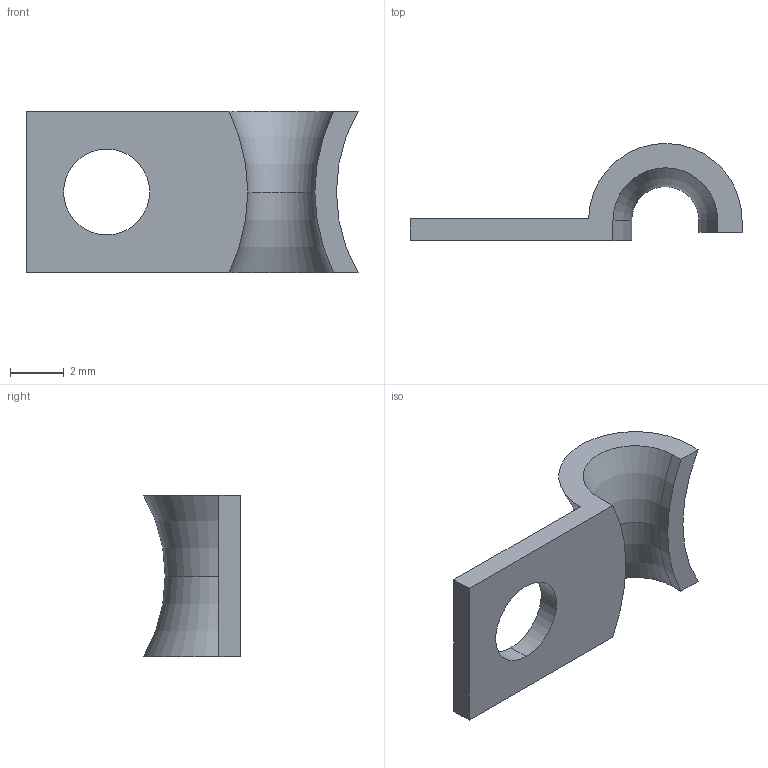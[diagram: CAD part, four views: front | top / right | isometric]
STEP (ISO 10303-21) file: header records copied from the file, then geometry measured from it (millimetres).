
FILE_DESCRIPTION (( 'STEP AP214' ), '1' );
FILE_NAME ('1043021.stp', '2016-09-23T10:19:10', ( '' ), ( '' ), 'SwSTEP 2.0', 'SolidWorks 2014', '' );
FILE_SCHEMA (( 'AUTOMOTIVE_DESIGN' ));
Length unit declared in the file: millimetre
Products named in the file (1): 1043021
Bounding box: 12.35 x 3.6 x 6 mm (x, y, z)
Volume: 63.9 mm3; surface area: 204.3 mm2
Topology: 1 solids, 1 shells, 16 faces, 41 edges, 27 vertices
Faces by surface type: cylinder 6, plane 6, torus 4
Entity records: 543 total; most frequent: CARTESIAN_POINT 97, DIRECTION 93, ORIENTED_EDGE 82, EDGE_CURVE 41, AXIS2_PLACEMENT_3D 37, VERTEX_POINT 27, CIRCLE 20, VECTOR 19
